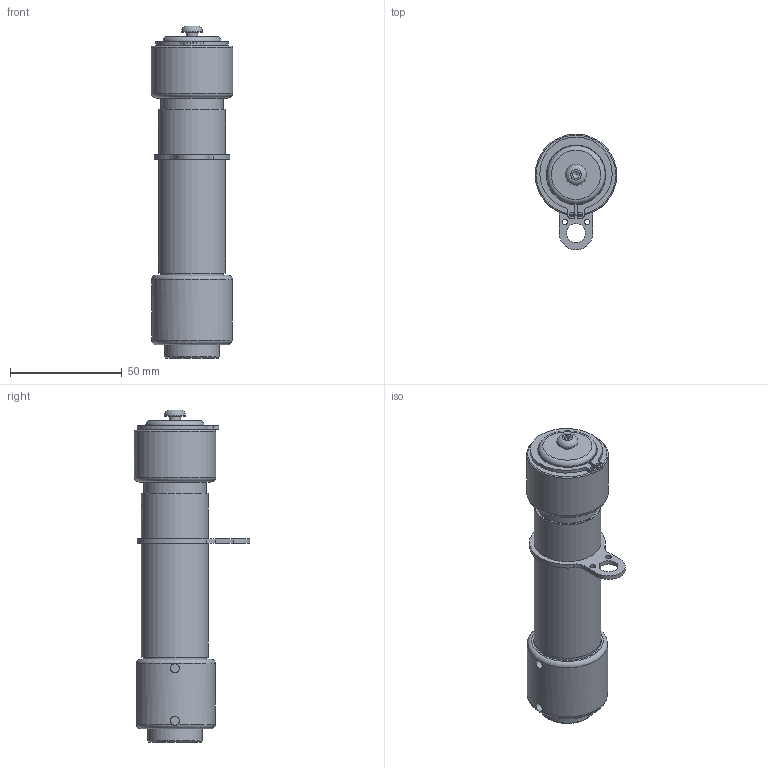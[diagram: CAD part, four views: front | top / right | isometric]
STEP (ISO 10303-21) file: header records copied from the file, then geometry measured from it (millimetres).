
FILE_DESCRIPTION(/* description */ (''),/* implementation_level */ '2;1');
FILE_NAME(/* name */ 'ControlEx Exd-16-S-CP.stp',/* time_stamp */ '2022-11-18T11:43:53+00:00',/* author */ ('areid2'),/* organization */ (''),/* preprocessor_version */ 'ST-DEVELOPER v18.1',/* originating_system */ 'Autodesk Inventor 2020',/* authorisation */ '');
FILE_SCHEMA (('AUTOMOTIVE_DESIGN { 1 0 10303 214 3 1 1 }'));
Length unit declared in the file: millimetre
Products named in the file (1): Part1
Bounding box: 36.5 x 51.75 x 148.5 mm (x, y, z)
Volume: 111966.6 mm3; surface area: 24358.1 mm2
Topology: 2 solids, 2 shells, 108 faces, 297 edges, 212 vertices
Faces by surface type: plane 50, cylinder 41, torus 9, cone 7, bspline 1
Full cylindrical faces by diameter (mm): 1.93 x2, 2.5 x2, 4 x4, 5 x2, 8.5 x1, 9.5 x1, 18.5 x1, 24.5 x1, 24.9 x1, 25 x1, 26 x2, 26.5 x1, 28 x4, 28.5 x1, 30 x2, 31.75 x1, 36.5 x1
Entity records: 4047 total; most frequent: CARTESIAN_POINT 971, DIRECTION 638, ORIENTED_EDGE 592, EDGE_CURVE 296, AXIS2_PLACEMENT_3D 270, VERTEX_POINT 212, CIRCLE 160, EDGE_LOOP 144
